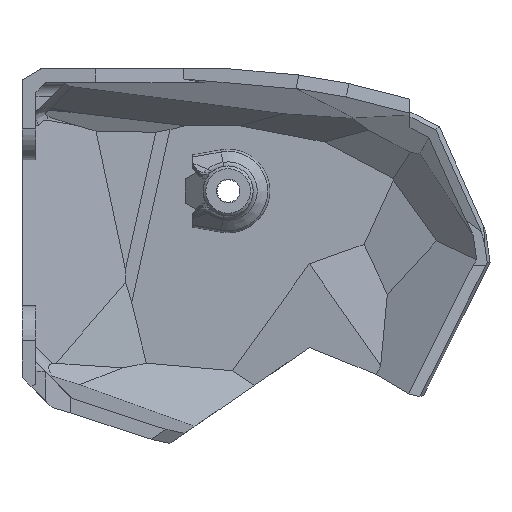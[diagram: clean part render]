
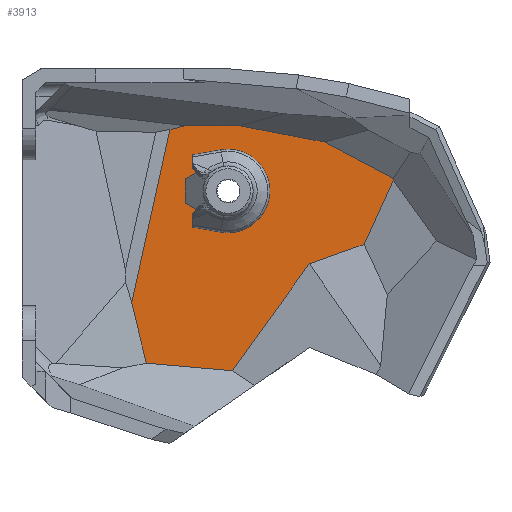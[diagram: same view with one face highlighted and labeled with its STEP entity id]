
A CAD part, left-side view. The second image highlights one B-rep face of the part: STEP entity #3913.
In plain terms, the highlighted planar face has unit normal (-1, 0, 0).
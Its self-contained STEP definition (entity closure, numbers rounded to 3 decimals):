
#55=FACE_BOUND('',#581,.T.);
#179=PLANE('',#4192);
#355=FACE_OUTER_BOUND('',#580,.T.);
#580=EDGE_LOOP('',(#3192,#3193,#3194,#3195,#3196,#3197,#3198,#3199,#3200,
#3201,#3202));
#581=EDGE_LOOP('',(#3203,#3204,#3205,#3206,#3207,#3208));
#924=LINE('',#5865,#1367);
#928=LINE('',#5871,#1371);
#929=LINE('',#5874,#1372);
#933=LINE('',#5881,#1376);
#935=LINE('',#5886,#1378);
#937=LINE('',#5890,#1380);
#939=LINE('',#5894,#1382);
#941=LINE('',#5898,#1384);
#944=LINE('',#5905,#1387);
#945=LINE('',#5908,#1388);
#953=LINE('',#5927,#1396);
#1011=LINE('',#6062,#1454);
#1014=LINE('',#6069,#1457);
#1017=LINE('',#6075,#1460);
#1018=LINE('',#6077,#1461);
#1019=LINE('',#6078,#1462);
#1367=VECTOR('',#4734,10.);
#1371=VECTOR('',#4740,10.);
#1372=VECTOR('',#4743,10.);
#1376=VECTOR('',#4749,10.);
#1378=VECTOR('',#4753,10.);
#1380=VECTOR('',#4757,10.);
#1382=VECTOR('',#4761,10.);
#1384=VECTOR('',#4765,10.);
#1387=VECTOR('',#4774,10.);
#1388=VECTOR('',#4777,10.);
#1396=VECTOR('',#4793,10.);
#1454=VECTOR('',#4923,10.);
#1457=VECTOR('',#4930,10.);
#1460=VECTOR('',#4935,10.);
#1461=VECTOR('',#4936,10.);
#1462=VECTOR('',#4937,10.);
#1634=CIRCLE('',#4147,4.);
#1840=VERTEX_POINT('',#5863);
#1841=VERTEX_POINT('',#5864);
#1842=VERTEX_POINT('',#5869);
#1843=VERTEX_POINT('',#5873);
#1844=VERTEX_POINT('',#5877);
#1846=VERTEX_POINT('',#5883);
#1847=VERTEX_POINT('',#5885);
#1848=VERTEX_POINT('',#5889);
#1849=VERTEX_POINT('',#5893);
#1850=VERTEX_POINT('',#5897);
#1851=VERTEX_POINT('',#5901);
#1852=VERTEX_POINT('',#5907);
#1859=VERTEX_POINT('',#5926);
#1900=VERTEX_POINT('',#6060);
#1902=VERTEX_POINT('',#6068);
#1904=VERTEX_POINT('',#6074);
#1905=VERTEX_POINT('',#6076);
#2265=EDGE_CURVE('',#1840,#1841,#924,.T.);
#2269=EDGE_CURVE('',#1842,#1840,#928,.F.);
#2270=EDGE_CURVE('',#1843,#1842,#929,.T.);
#2274=EDGE_CURVE('',#1844,#1843,#933,.F.);
#2276=EDGE_CURVE('',#1847,#1846,#935,.F.);
#2278=EDGE_CURVE('',#1848,#1847,#937,.T.);
#2280=EDGE_CURVE('',#1849,#1848,#939,.F.);
#2282=EDGE_CURVE('',#1850,#1849,#941,.T.);
#2284=EDGE_CURVE('',#1851,#1850,#1634,.T.);
#2286=EDGE_CURVE('',#1846,#1851,#944,.T.);
#2287=EDGE_CURVE('',#1852,#1844,#945,.T.);
#2296=EDGE_CURVE('',#1859,#1852,#953,.T.);
#2364=EDGE_CURVE('',#1841,#1900,#1011,.T.);
#2367=EDGE_CURVE('',#1900,#1902,#1014,.T.);
#2370=EDGE_CURVE('',#1902,#1904,#1017,.T.);
#2371=EDGE_CURVE('',#1904,#1905,#1018,.T.);
#2372=EDGE_CURVE('',#1905,#1859,#1019,.T.);
#3192=ORIENTED_EDGE('',*,*,#2287,.T.);
#3193=ORIENTED_EDGE('',*,*,#2274,.T.);
#3194=ORIENTED_EDGE('',*,*,#2270,.T.);
#3195=ORIENTED_EDGE('',*,*,#2269,.T.);
#3196=ORIENTED_EDGE('',*,*,#2265,.T.);
#3197=ORIENTED_EDGE('',*,*,#2364,.T.);
#3198=ORIENTED_EDGE('',*,*,#2367,.T.);
#3199=ORIENTED_EDGE('',*,*,#2370,.T.);
#3200=ORIENTED_EDGE('',*,*,#2371,.T.);
#3201=ORIENTED_EDGE('',*,*,#2372,.T.);
#3202=ORIENTED_EDGE('',*,*,#2296,.T.);
#3203=ORIENTED_EDGE('',*,*,#2286,.T.);
#3204=ORIENTED_EDGE('',*,*,#2284,.T.);
#3205=ORIENTED_EDGE('',*,*,#2282,.T.);
#3206=ORIENTED_EDGE('',*,*,#2280,.T.);
#3207=ORIENTED_EDGE('',*,*,#2278,.T.);
#3208=ORIENTED_EDGE('',*,*,#2276,.T.);
#3913=ADVANCED_FACE('',(#355,#55),#179,.F.);
#4147=AXIS2_PLACEMENT_3D('',#5902,#4769,#4770);
#4192=AXIS2_PLACEMENT_3D('',#6073,#4933,#4934);
#4734=DIRECTION('',(0.,-0.415,0.91));
#4740=DIRECTION('',(0.,0.942,-0.335));
#4743=DIRECTION('',(0.,-0.584,0.812));
#4749=DIRECTION('',(0.,0.996,0.087));
#4753=DIRECTION('',(0.,0.866,-0.5));
#4757=DIRECTION('',(0.,0.,1.));
#4761=DIRECTION('',(0.,-0.866,-0.5));
#4765=DIRECTION('',(0.,0.966,0.259));
#4769=DIRECTION('center_axis',(1.,0.,0.));
#4770=DIRECTION('ref_axis',(0.,-0.259,0.966));
#4774=DIRECTION('',(0.,-0.966,0.259));
#4777=DIRECTION('',(0.,-0.233,-0.972));
#4793=DIRECTION('',(0.,0.216,-0.976));
#4923=DIRECTION('',(0.,0.137,0.991));
#4930=DIRECTION('',(0.,0.883,0.469));
#4933=DIRECTION('center_axis',(1.,0.,0.));
#4934=DIRECTION('ref_axis',(0.,0.,-1.));
#4935=DIRECTION('',(0.,0.982,0.187));
#4936=DIRECTION('',(0.,1.,0.));
#4937=DIRECTION('',(0.,0.973,-0.232));
#5863=CARTESIAN_POINT('',(202.13,-0.998,98.127));
#5864=CARTESIAN_POINT('',(202.13,-5.212,107.375));
#5865=CARTESIAN_POINT('',(202.13,3.619,87.994));
#5869=CARTESIAN_POINT('',(202.13,6.875,95.327));
#5871=CARTESIAN_POINT('',(202.13,-6.321,100.02));
#5873=CARTESIAN_POINT('',(202.13,17.939,79.949));
#5874=CARTESIAN_POINT('',(202.13,9.306,91.948));
#5877=CARTESIAN_POINT('',(202.13,30.329,81.033));
#5881=CARTESIAN_POINT('',(202.13,21.999,80.304));
#5883=CARTESIAN_POINT('',(202.13,22.339,108.925));
#5885=CARTESIAN_POINT('',(202.13,24.755,107.53));
#5886=CARTESIAN_POINT('',(202.13,19.35,110.651));
#5889=CARTESIAN_POINT('',(202.13,24.755,104.066));
#5890=CARTESIAN_POINT('',(202.13,24.755,103.078));
#5893=CARTESIAN_POINT('',(202.13,22.339,102.671));
#5894=CARTESIAN_POINT('',(202.13,19.244,100.884));
#5897=CARTESIAN_POINT('',(202.13,19.591,101.934));
#5898=CARTESIAN_POINT('',(202.13,19.591,101.934));
#5901=CARTESIAN_POINT('',(202.13,19.591,109.662));
#5902=CARTESIAN_POINT('Origin',(202.13,18.555,105.798));
#5905=CARTESIAN_POINT('',(202.13,26.646,107.771));
#5907=CARTESIAN_POINT('',(202.13,32.42,89.753));
#5908=CARTESIAN_POINT('',(202.13,34.769,99.549));
#5926=CARTESIAN_POINT('',(202.13,26.918,114.641));
#5927=CARTESIAN_POINT('',(202.13,30.557,98.181));
#6060=CARTESIAN_POINT('',(202.13,-5.184,107.578));
#6062=CARTESIAN_POINT('',(202.13,-6.995,94.455));
#6068=CARTESIAN_POINT('',(202.13,4.751,112.855));
#6069=CARTESIAN_POINT('',(202.13,3.568,112.226));
#6073=CARTESIAN_POINT('Origin',(202.13,11.,99.666));
#6074=CARTESIAN_POINT('',(202.13,16.976,115.185));
#6075=CARTESIAN_POINT('',(202.13,4.057,112.722));
#6076=CARTESIAN_POINT('',(202.13,24.635,115.185));
#6077=CARTESIAN_POINT('',(202.13,1.2,115.185));
#6078=CARTESIAN_POINT('',(202.13,17.414,116.907));
